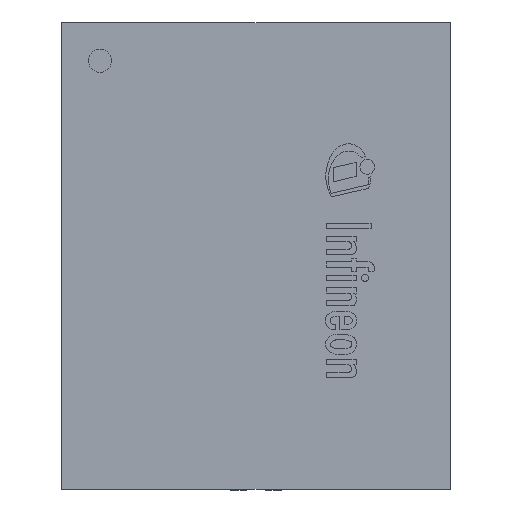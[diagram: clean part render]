
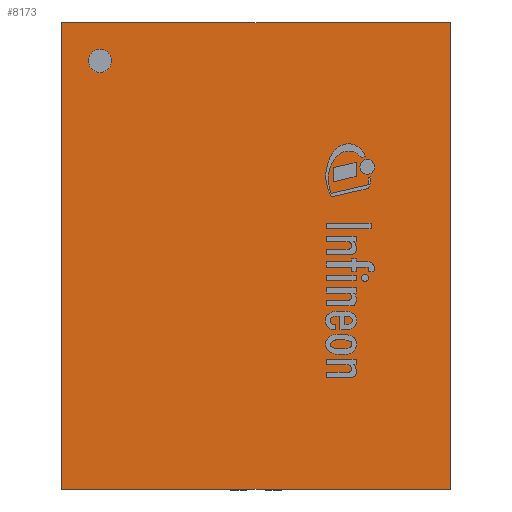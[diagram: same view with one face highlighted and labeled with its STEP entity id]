
A CAD part, top view. The second image highlights one B-rep face of the part: STEP entity #8173.
In plain terms, the highlighted planar face has unit normal (0, 0, 1).
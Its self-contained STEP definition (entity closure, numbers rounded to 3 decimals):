
#75=FACE_BOUND('',#1357,.T.);
#749=FACE_OUTER_BOUND('',#1356,.T.);
#1356=EDGE_LOOP('',(#6451,#6452,#6453,#6454));
#1357=EDGE_LOOP('',(#6455));
#2297=VERTEX_POINT('',#18150);
#2301=VERTEX_POINT('',#18159);
#2302=VERTEX_POINT('',#18161);
#2304=VERTEX_POINT('',#18167);
#2306=VERTEX_POINT('',#18173);
#3730=EDGE_CURVE('',#2297,#2297,#8820,.T.);
#3734=EDGE_CURVE('',#2302,#2301,#9773,.T.);
#3737=EDGE_CURVE('',#2304,#2302,#9776,.T.);
#3740=EDGE_CURVE('',#2306,#2304,#9779,.T.);
#3743=EDGE_CURVE('',#2301,#2306,#9782,.T.);
#6451=ORIENTED_EDGE('',*,*,#3743,.T.);
#6452=ORIENTED_EDGE('',*,*,#3740,.T.);
#6453=ORIENTED_EDGE('',*,*,#3737,.T.);
#6454=ORIENTED_EDGE('',*,*,#3734,.T.);
#6455=ORIENTED_EDGE('',*,*,#3730,.T.);
#7623=PLANE('',#12166);
#8173=ADVANCED_FACE('',(#749,#75),#7623,.T.);
#8820=CIRCLE('',#12159,0.15);
#9773=LINE('',#18162,#10938);
#9776=LINE('',#18168,#10941);
#9779=LINE('',#18174,#10944);
#9782=LINE('',#18178,#10947);
#10938=VECTOR('',#14810,1.);
#10941=VECTOR('',#14815,1.);
#10944=VECTOR('',#14820,1.);
#10947=VECTOR('',#14825,1.);
#12159=AXIS2_PLACEMENT_3D('',#18151,#14800,#14801);
#12166=AXIS2_PLACEMENT_3D('',#18179,#14826,#14827);
#14800=DIRECTION('center_axis',(0.,0.,-1.));
#14801=DIRECTION('ref_axis',(-1.,0.,0.));
#14810=DIRECTION('',(0.,1.,0.));
#14815=DIRECTION('',(1.,0.,0.));
#14820=DIRECTION('',(0.,-1.,0.));
#14825=DIRECTION('',(-1.,0.,0.));
#14826=DIRECTION('center_axis',(0.,0.,1.));
#14827=DIRECTION('ref_axis',(-1.,0.,0.));
#18150=CARTESIAN_POINT('',(-1.85,2.5,1.));
#18151=CARTESIAN_POINT('Origin',(-2.,2.5,1.));
#18159=CARTESIAN_POINT('',(2.49,2.99,1.));
#18161=CARTESIAN_POINT('',(2.49,-2.99,1.));
#18162=CARTESIAN_POINT('',(2.49,-2.99,1.));
#18167=CARTESIAN_POINT('',(-2.49,-2.99,1.));
#18168=CARTESIAN_POINT('',(-2.49,-2.99,1.));
#18173=CARTESIAN_POINT('',(-2.49,2.99,1.));
#18174=CARTESIAN_POINT('',(-2.49,2.99,1.));
#18178=CARTESIAN_POINT('',(2.49,2.99,1.));
#18179=CARTESIAN_POINT('Origin',(0.,0.,
1.));
